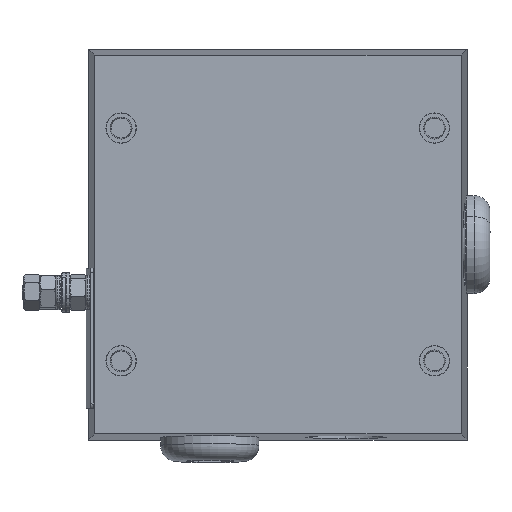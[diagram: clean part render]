
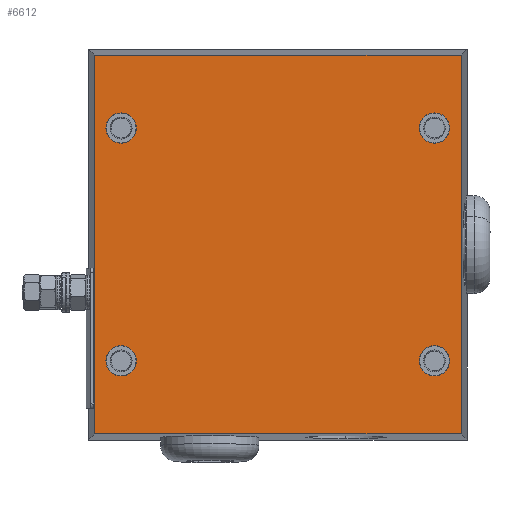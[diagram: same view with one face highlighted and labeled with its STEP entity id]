
A CAD part, top view. The second image highlights one B-rep face of the part: STEP entity #6612.
In plain terms, the highlighted planar face has unit normal (0, 0, 1).
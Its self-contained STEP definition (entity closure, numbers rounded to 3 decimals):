
#175 = CARTESIAN_POINT ( 'NONE',  ( -39.2, 29.125, -1. ) ) ;
#179 = ORIENTED_EDGE ( 'NONE', *, *, #18016, .F. ) ;
#512 = CARTESIAN_POINT ( 'NONE',  ( 39.2, 25.34, -1. ) ) ;
#830 = CARTESIAN_POINT ( 'NONE',  ( -45.903, 47.403, -1. ) ) ;
#896 = EDGE_LOOP ( 'NONE', ( #32778, #34875 ) ) ;
#1149 = DIRECTION ( 'NONE',  ( 0., 1., 0. ) ) ;
#1297 = CIRCLE ( 'NONE', #31126, 3.785 ) ;
#1344 = CARTESIAN_POINT ( 'NONE',  ( -39.2, 32.91, -1. ) ) ;
#1857 = VERTEX_POINT ( 'NONE', #36796 ) ;
#2536 = AXIS2_PLACEMENT_3D ( 'NONE', #175, #34988, #5709 ) ;
#2579 = CARTESIAN_POINT ( 'NONE',  ( -39.2, -25.34, -1. ) ) ;
#2836 = CIRCLE ( 'NONE', #3498, 3.785 ) ;
#3104 = DIRECTION ( 'NONE',  ( 0., -1., 0. ) ) ;
#3414 = EDGE_CURVE ( 'NONE', #3481, #13639, #34213, .T. ) ;
#3481 = VERTEX_POINT ( 'NONE', #33831 ) ;
#3498 = AXIS2_PLACEMENT_3D ( 'NONE', #14256, #20159, #19392 ) ;
#3837 = CIRCLE ( 'NONE', #8705, 3.785 ) ;
#4609 = LINE ( 'NONE', #33910, #11798 ) ;
#5156 = ORIENTED_EDGE ( 'NONE', *, *, #17346, .F. ) ;
#5210 = FACE_BOUND ( 'NONE', #22360, .T. ) ;
#5385 = CARTESIAN_POINT ( 'NONE',  ( 39.2, -32.91, -1. ) ) ;
#5591 = ORIENTED_EDGE ( 'NONE', *, *, #12731, .F. ) ;
#5709 = DIRECTION ( 'NONE',  ( 0., -1., 0. ) ) ;
#6565 = DIRECTION ( 'NONE',  ( 0., -1., 0. ) ) ;
#6612 = ADVANCED_FACE ( 'NONE', ( #5210, #11089, #25733, #37157, #26082 ), #25352, .F. ) ;
#6884 = EDGE_LOOP ( 'NONE', ( #5156, #20921, #24130, #16029 ) ) ;
#7115 = EDGE_CURVE ( 'NONE', #7952, #10708, #2836, .T. ) ;
#7614 = CIRCLE ( 'NONE', #12474, 3.785 ) ;
#7814 = VERTEX_POINT ( 'NONE', #512 ) ;
#7952 = VERTEX_POINT ( 'NONE', #2579 ) ;
#8447 = EDGE_CURVE ( 'NONE', #14272, #8838, #35665, .T. ) ;
#8705 = AXIS2_PLACEMENT_3D ( 'NONE', #23283, #29161, #3104 ) ;
#8838 = VERTEX_POINT ( 'NONE', #1344 ) ;
#9044 = CARTESIAN_POINT ( 'NONE',  ( -39.2, 25.34, -1. ) ) ;
#10143 = AXIS2_PLACEMENT_3D ( 'NONE', #32669, #24255, #6565 ) ;
#10642 = CARTESIAN_POINT ( 'NONE',  ( 45.903, -47.403, -1. ) ) ;
#10708 = VERTEX_POINT ( 'NONE', #20761 ) ;
#10794 = CARTESIAN_POINT ( 'NONE',  ( -45.903, 48.8, -1. ) ) ;
#11089 = FACE_BOUND ( 'NONE', #29412, .T. ) ;
#11292 = DIRECTION ( 'NONE',  ( 0., 0., 1. ) ) ;
#11695 = EDGE_CURVE ( 'NONE', #27205, #3481, #26912, .T. ) ;
#11798 = VECTOR ( 'NONE', #24937, 1000. ) ;
#11833 = LINE ( 'NONE', #20580, #11898 ) ;
#11898 = VECTOR ( 'NONE', #37167, 1000. ) ;
#12474 = AXIS2_PLACEMENT_3D ( 'NONE', #21389, #33200, #32646 ) ;
#12731 = EDGE_CURVE ( 'NONE', #1857, #7814, #7614, .T. ) ;
#13011 = EDGE_CURVE ( 'NONE', #30113, #27205, #11833, .T. ) ;
#13081 = CARTESIAN_POINT ( 'NONE',  ( 39.2, -25.34, -1. ) ) ;
#13421 = AXIS2_PLACEMENT_3D ( 'NONE', #31976, #19949, #31588 ) ;
#13639 = VERTEX_POINT ( 'NONE', #830 ) ;
#13665 = ORIENTED_EDGE ( 'NONE', *, *, #8447, .F. ) ;
#13912 = CARTESIAN_POINT ( 'NONE',  ( 47.3, 48.8, -1. ) ) ;
#14066 = CIRCLE ( 'NONE', #13421, 3.785 ) ;
#14226 = ORIENTED_EDGE ( 'NONE', *, *, #34417, .F. ) ;
#14256 = CARTESIAN_POINT ( 'NONE',  ( -39.2, -29.125, -1. ) ) ;
#14272 = VERTEX_POINT ( 'NONE', #9044 ) ;
#14397 = AXIS2_PLACEMENT_3D ( 'NONE', #13912, #28976, #23273 ) ;
#16029 = ORIENTED_EDGE ( 'NONE', *, *, #13011, .F. ) ;
#16917 = CARTESIAN_POINT ( 'NONE',  ( 45.903, 47.403, -1. ) ) ;
#17346 = EDGE_CURVE ( 'NONE', #13639, #30113, #4609, .T. ) ;
#17370 = ORIENTED_EDGE ( 'NONE', *, *, #28712, .F. ) ;
#18016 = EDGE_CURVE ( 'NONE', #8838, #14272, #30474, .T. ) ;
#18131 = EDGE_CURVE ( 'NONE', #10708, #7952, #1297, .T. ) ;
#18385 = VECTOR ( 'NONE', #1149, 1000. ) ;
#19392 = DIRECTION ( 'NONE',  ( 0., -1., 0. ) ) ;
#19949 = DIRECTION ( 'NONE',  ( 0., 0., 1. ) ) ;
#20113 = AXIS2_PLACEMENT_3D ( 'NONE', #22912, #11292, #31871 ) ;
#20159 = DIRECTION ( 'NONE',  ( 0., 0., 1. ) ) ;
#20580 = CARTESIAN_POINT ( 'NONE',  ( 45.903, 48.8, -1. ) ) ;
#20761 = CARTESIAN_POINT ( 'NONE',  ( -39.2, -32.91, -1. ) ) ;
#20921 = ORIENTED_EDGE ( 'NONE', *, *, #3414, .F. ) ;
#21077 = CARTESIAN_POINT ( 'NONE',  ( -39.2, -29.125, -1. ) ) ;
#21259 = DIRECTION ( 'NONE',  ( 0., 0., 1. ) ) ;
#21389 = CARTESIAN_POINT ( 'NONE',  ( 39.2, 29.125, -1. ) ) ;
#21989 = EDGE_LOOP ( 'NONE', ( #179, #13665 ) ) ;
#22360 = EDGE_LOOP ( 'NONE', ( #5591, #30695 ) ) ;
#22912 = CARTESIAN_POINT ( 'NONE',  ( 39.2, -29.125, -1. ) ) ;
#23273 = DIRECTION ( 'NONE',  ( 0., -1., 0. ) ) ;
#23283 = CARTESIAN_POINT ( 'NONE',  ( 39.2, -29.125, -1. ) ) ;
#23327 = CARTESIAN_POINT ( 'NONE',  ( 47.3, -47.403, -1. ) ) ;
#23536 = VERTEX_POINT ( 'NONE', #5385 ) ;
#24118 = DIRECTION ( 'NONE',  ( 0., -1., 0. ) ) ;
#24130 = ORIENTED_EDGE ( 'NONE', *, *, #11695, .F. ) ;
#24255 = DIRECTION ( 'NONE',  ( 0., 0., 1. ) ) ;
#24937 = DIRECTION ( 'NONE',  ( 1., 0., 0. ) ) ;
#25352 = PLANE ( 'NONE',  #14397 ) ;
#25733 = FACE_BOUND ( 'NONE', #896, .T. ) ;
#25947 = VERTEX_POINT ( 'NONE', #13081 ) ;
#26082 = FACE_OUTER_BOUND ( 'NONE', #6884, .T. ) ;
#26912 = LINE ( 'NONE', #23327, #28244 ) ;
#27205 = VERTEX_POINT ( 'NONE', #10642 ) ;
#27478 = EDGE_CURVE ( 'NONE', #7814, #1857, #14066, .T. ) ;
#28244 = VECTOR ( 'NONE', #34931, 1000. ) ;
#28712 = EDGE_CURVE ( 'NONE', #25947, #23536, #34720, .T. ) ;
#28976 = DIRECTION ( 'NONE',  ( 0., 0., -1. ) ) ;
#29161 = DIRECTION ( 'NONE',  ( 0., 0., 1. ) ) ;
#29412 = EDGE_LOOP ( 'NONE', ( #17370, #14226 ) ) ;
#30113 = VERTEX_POINT ( 'NONE', #16917 ) ;
#30474 = CIRCLE ( 'NONE', #2536, 3.785 ) ;
#30695 = ORIENTED_EDGE ( 'NONE', *, *, #27478, .F. ) ;
#31126 = AXIS2_PLACEMENT_3D ( 'NONE', #21077, #21259, #24118 ) ;
#31588 = DIRECTION ( 'NONE',  ( 0., -1., 0. ) ) ;
#31871 = DIRECTION ( 'NONE',  ( 0., -1., 0. ) ) ;
#31976 = CARTESIAN_POINT ( 'NONE',  ( 39.2, 29.125, -1. ) ) ;
#32646 = DIRECTION ( 'NONE',  ( 0., -1., 0. ) ) ;
#32669 = CARTESIAN_POINT ( 'NONE',  ( -39.2, 29.125, -1. ) ) ;
#32778 = ORIENTED_EDGE ( 'NONE', *, *, #7115, .F. ) ;
#33200 = DIRECTION ( 'NONE',  ( 0., 0., 1. ) ) ;
#33831 = CARTESIAN_POINT ( 'NONE',  ( -45.903, -47.403, -1. ) ) ;
#33910 = CARTESIAN_POINT ( 'NONE',  ( 47.3, 47.403, -1. ) ) ;
#34213 = LINE ( 'NONE', #10794, #18385 ) ;
#34417 = EDGE_CURVE ( 'NONE', #23536, #25947, #3837, .T. ) ;
#34720 = CIRCLE ( 'NONE', #20113, 3.785 ) ;
#34875 = ORIENTED_EDGE ( 'NONE', *, *, #18131, .F. ) ;
#34931 = DIRECTION ( 'NONE',  ( -1., 0., 0. ) ) ;
#34988 = DIRECTION ( 'NONE',  ( 0., 0., 1. ) ) ;
#35665 = CIRCLE ( 'NONE', #10143, 3.785 ) ;
#36796 = CARTESIAN_POINT ( 'NONE',  ( 39.2, 32.91, -1. ) ) ;
#37157 = FACE_BOUND ( 'NONE', #21989, .T. ) ;
#37167 = DIRECTION ( 'NONE',  ( 0., -1., 0. ) ) ;
